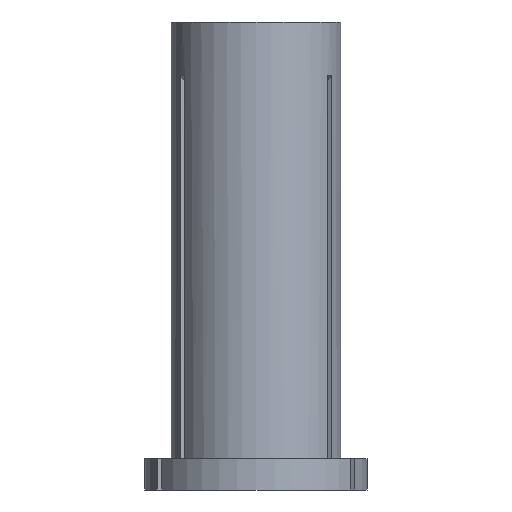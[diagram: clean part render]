
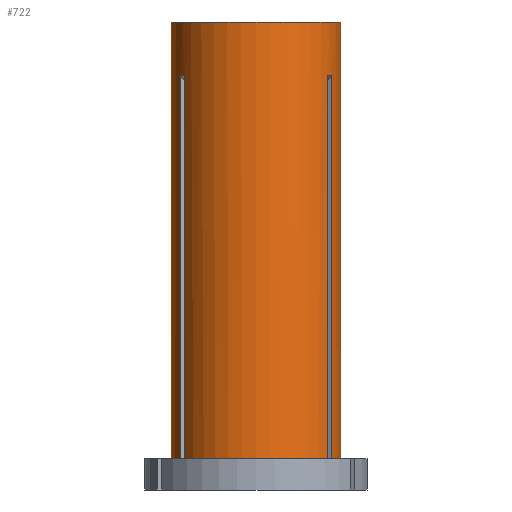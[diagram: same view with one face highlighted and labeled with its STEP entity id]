
A CAD part, front view. The second image highlights one B-rep face of the part: STEP entity #722.
In plain terms, the highlighted cylindrical face has radius 9.525 mm (diameter 19.05 mm), a partial arc.
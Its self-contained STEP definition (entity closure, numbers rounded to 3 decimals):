
#14 = CARTESIAN_POINT ( 'NONE',  ( -8.165, -4.909, -6. ) ) ;
#18 = EDGE_CURVE ( 'NONE', #22, #854, #250, .T. ) ;
#22 = VERTEX_POINT ( 'NONE', #302 ) ;
#30 = ORIENTED_EDGE ( 'NONE', *, *, #1105, .T. ) ;
#36 = CARTESIAN_POINT ( 'NONE',  ( -7.988, -5.189, -6.014 ) ) ;
#38 = VECTOR ( 'NONE', #831, 1000. ) ;
#66 = AXIS2_PLACEMENT_3D ( 'NONE', #985, #453, #1076 ) ;
#67 = VERTEX_POINT ( 'NONE', #165 ) ;
#83 = VECTOR ( 'NONE', #433, 1000. ) ;
#89 = CARTESIAN_POINT ( 'NONE',  ( 7.988, -5.189, -49. ) ) ;
#100 = CARTESIAN_POINT ( 'NONE',  ( 8.252, -4.765, -5.995 ) ) ;
#113 = CARTESIAN_POINT ( 'NONE',  ( -7.988, -5.189, -49. ) ) ;
#119 = EDGE_CURVE ( 'NONE', #586, #180, #1028, .T. ) ;
#141 = ORIENTED_EDGE ( 'NONE', *, *, #273, .T. ) ;
#162 = VECTOR ( 'NONE', #657, 1000. ) ;
#165 = CARTESIAN_POINT ( 'NONE',  ( 9.525, 0., -49. ) ) ;
#180 = VERTEX_POINT ( 'NONE', #89 ) ;
#181 = CARTESIAN_POINT ( 'NONE',  ( 7.988, -5.189, -6.014 ) ) ;
#185 = LINE ( 'NONE', #916, #1038 ) ;
#188 = CARTESIAN_POINT ( 'NONE',  ( -8.332, -4.619, -6. ) ) ;
#194 = CARTESIAN_POINT ( 'NONE',  ( -8.412, -4.471, -6.005 ) ) ;
#199 = ORIENTED_EDGE ( 'NONE', *, *, #18, .F. ) ;
#200 = EDGE_CURVE ( 'NONE', #656, #268, #401, .T. ) ;
#229 = DIRECTION ( 'NONE',  ( 0., 0., 1. ) ) ;
#238 = DIRECTION ( 'NONE',  ( 1., 0., 0. ) ) ;
#240 = CARTESIAN_POINT ( 'NONE',  ( 0., 0., 0. ) ) ;
#247 = ORIENTED_EDGE ( 'NONE', *, *, #200, .T. ) ;
#250 = LINE ( 'NONE', #559, #162 ) ;
#258 = CARTESIAN_POINT ( 'NONE',  ( -8.488, -4.323, -6.014 ) ) ;
#262 = DIRECTION ( 'NONE',  ( 0., 0., 1. ) ) ;
#268 = VERTEX_POINT ( 'NONE', #471 ) ;
#273 = EDGE_CURVE ( 'NONE', #294, #798, #185, .T. ) ;
#294 = VERTEX_POINT ( 'NONE', #920 ) ;
#302 = CARTESIAN_POINT ( 'NONE',  ( -9.525, 0., -49. ) ) ;
#307 = VECTOR ( 'NONE', #764, 1000. ) ;
#348 = CARTESIAN_POINT ( 'NONE',  ( -7.988, -5.189, 0. ) ) ;
#388 = ORIENTED_EDGE ( 'NONE', *, *, #1111, .T. ) ;
#392 = DIRECTION ( 'NONE',  ( 0., 0., 1. ) ) ;
#399 = AXIS2_PLACEMENT_3D ( 'NONE', #860, #940, #411 ) ;
#401 = B_SPLINE_CURVE_WITH_KNOTS ( 'NONE', 3,
 ( #181, #802, #100, #804, #975 ),
 .UNSPECIFIED., .F., .F.,
 ( 4, 1, 4 ),
 ( 0.072, 0.072, 0.073 ),
 .UNSPECIFIED. ) ;
#402 = CARTESIAN_POINT ( 'NONE',  ( -9.525, 0., 0. ) ) ;
#411 = DIRECTION ( 'NONE',  ( 1., 0., 0. ) ) ;
#418 = CIRCLE ( 'NONE', #66, 9.525 ) ;
#423 = EDGE_CURVE ( 'NONE', #854, #1042, #502, .T. ) ;
#427 = CARTESIAN_POINT ( 'NONE',  ( 0., 0., 0. ) ) ;
#433 = DIRECTION ( 'NONE',  ( 0., 0., 1. ) ) ;
#444 = CARTESIAN_POINT ( 'NONE',  ( -8.488, -4.323, -6.014 ) ) ;
#453 = DIRECTION ( 'NONE',  ( 0., 0., 1. ) ) ;
#471 = CARTESIAN_POINT ( 'NONE',  ( 8.488, -4.323, -6.014 ) ) ;
#489 = VECTOR ( 'NONE', #229, 1000. ) ;
#502 = CIRCLE ( 'NONE', #973, 9.525 ) ;
#546 = ORIENTED_EDGE ( 'NONE', *, *, #913, .F. ) ;
#559 = CARTESIAN_POINT ( 'NONE',  ( -9.525, 0., 0. ) ) ;
#586 = VERTEX_POINT ( 'NONE', #113 ) ;
#591 = CARTESIAN_POINT ( 'NONE',  ( 0., 0., -49. ) ) ;
#603 = ORIENTED_EDGE ( 'NONE', *, *, #749, .T. ) ;
#622 = VERTEX_POINT ( 'NONE', #36 ) ;
#624 = EDGE_CURVE ( 'NONE', #820, #268, #733, .T. ) ;
#643 = CARTESIAN_POINT ( 'NONE',  ( 9.525, 0., 0. ) ) ;
#648 = ORIENTED_EDGE ( 'NONE', *, *, #119, .T. ) ;
#655 = AXIS2_PLACEMENT_3D ( 'NONE', #240, #262, #705 ) ;
#656 = VERTEX_POINT ( 'NONE', #849 ) ;
#657 = DIRECTION ( 'NONE',  ( 0., 0., 1. ) ) ;
#664 = AXIS2_PLACEMENT_3D ( 'NONE', #591, #1108, #238 ) ;
#665 = B_SPLINE_CURVE_WITH_KNOTS ( 'NONE', 3,
 ( #444, #194, #188, #14, #879, #812 ),
 .UNSPECIFIED., .F., .F.,
 ( 4, 2, 4 ),
 ( 0.066, 0.067, 0.067 ),
 .UNSPECIFIED. ) ;
#668 = CARTESIAN_POINT ( 'NONE',  ( 7.988, -5.189, 0. ) ) ;
#670 = CYLINDRICAL_SURFACE ( 'NONE', #655, 9.525 ) ;
#703 = FACE_OUTER_BOUND ( 'NONE', #966, .T. ) ;
#705 = DIRECTION ( 'NONE',  ( 1., 0., 0. ) ) ;
#722 = ADVANCED_FACE ( 'NONE', ( #703 ), #670, .T. ) ;
#733 = LINE ( 'NONE', #845, #489 ) ;
#749 = EDGE_CURVE ( 'NONE', #67, #1042, #783, .T. ) ;
#764 = DIRECTION ( 'NONE',  ( 0., 0., 1. ) ) ;
#777 = DIRECTION ( 'NONE',  ( 0., 0., 1. ) ) ;
#783 = LINE ( 'NONE', #790, #307 ) ;
#784 = LINE ( 'NONE', #348, #83 ) ;
#790 = CARTESIAN_POINT ( 'NONE',  ( 9.525, 0., 0. ) ) ;
#798 = VERTEX_POINT ( 'NONE', #258 ) ;
#802 = CARTESIAN_POINT ( 'NONE',  ( 8.078, -5.049, -6.005 ) ) ;
#804 = CARTESIAN_POINT ( 'NONE',  ( 8.412, -4.472, -6.005 ) ) ;
#812 = CARTESIAN_POINT ( 'NONE',  ( -7.988, -5.189, -6.014 ) ) ;
#820 = VERTEX_POINT ( 'NONE', #872 ) ;
#831 = DIRECTION ( 'NONE',  ( 0., 0., 1. ) ) ;
#845 = CARTESIAN_POINT ( 'NONE',  ( 8.488, -4.323, 0. ) ) ;
#849 = CARTESIAN_POINT ( 'NONE',  ( 7.988, -5.189, -6.014 ) ) ;
#854 = VERTEX_POINT ( 'NONE', #402 ) ;
#860 = CARTESIAN_POINT ( 'NONE',  ( 0., 0., -49. ) ) ;
#872 = CARTESIAN_POINT ( 'NONE',  ( 8.488, -4.323, -49. ) ) ;
#877 = ORIENTED_EDGE ( 'NONE', *, *, #423, .F. ) ;
#879 = CARTESIAN_POINT ( 'NONE',  ( -8.078, -5.05, -6.005 ) ) ;
#902 = EDGE_CURVE ( 'NONE', #798, #622, #665, .T. ) ;
#911 = LINE ( 'NONE', #668, #38 ) ;
#913 = EDGE_CURVE ( 'NONE', #586, #622, #784, .T. ) ;
#916 = CARTESIAN_POINT ( 'NONE',  ( -8.488, -4.323, 0. ) ) ;
#920 = CARTESIAN_POINT ( 'NONE',  ( -8.488, -4.323, -49. ) ) ;
#940 = DIRECTION ( 'NONE',  ( 0., 0., 1. ) ) ;
#966 = EDGE_LOOP ( 'NONE', ( #199, #1065, #141, #1117, #546, #648, #30, #247, #1134, #388, #603, #877 ) ) ;
#973 = AXIS2_PLACEMENT_3D ( 'NONE', #427, #777, #1036 ) ;
#975 = CARTESIAN_POINT ( 'NONE',  ( 8.488, -4.323, -6.014 ) ) ;
#985 = CARTESIAN_POINT ( 'NONE',  ( 0., 0., -49. ) ) ;
#996 = EDGE_CURVE ( 'NONE', #22, #294, #418, .T. ) ;
#1028 = CIRCLE ( 'NONE', #399, 9.525 ) ;
#1036 = DIRECTION ( 'NONE',  ( 1., 0., 0. ) ) ;
#1038 = VECTOR ( 'NONE', #392, 1000. ) ;
#1042 = VERTEX_POINT ( 'NONE', #643 ) ;
#1065 = ORIENTED_EDGE ( 'NONE', *, *, #996, .T. ) ;
#1068 = CIRCLE ( 'NONE', #664, 9.525 ) ;
#1076 = DIRECTION ( 'NONE',  ( 1., 0., 0. ) ) ;
#1105 = EDGE_CURVE ( 'NONE', #180, #656, #911, .T. ) ;
#1108 = DIRECTION ( 'NONE',  ( 0., 0., 1. ) ) ;
#1111 = EDGE_CURVE ( 'NONE', #820, #67, #1068, .T. ) ;
#1117 = ORIENTED_EDGE ( 'NONE', *, *, #902, .T. ) ;
#1134 = ORIENTED_EDGE ( 'NONE', *, *, #624, .F. ) ;
